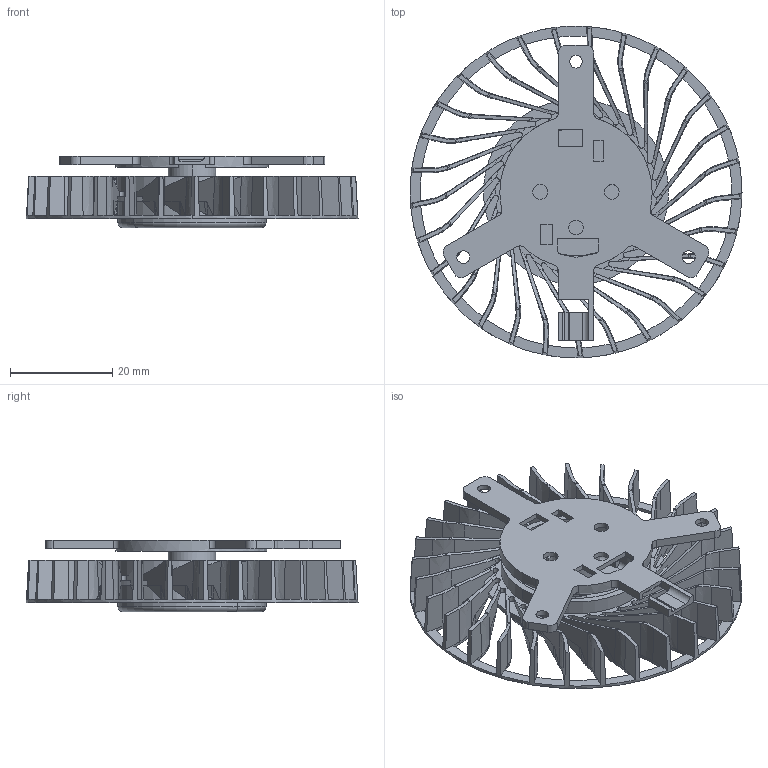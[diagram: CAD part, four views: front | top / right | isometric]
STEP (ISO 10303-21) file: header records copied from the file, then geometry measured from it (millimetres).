
FILE_DESCRIPTION((''),'2;1');
FILE_NAME('7015_ASM','2019-03-08T',('Administrator'),(''),'PRO/ENGINEER BY PARAMETRIC TECHNOLOGY CORPORATION, 2009440','PRO/ENGINEER BY PARAMETRIC TECHNOLOGY CORPORATION, 2009440','');
FILE_SCHEMA(('CONFIG_CONTROL_DESIGN'));
Length unit declared in the file: millimetre
Products named in the file (3): 7015ZHIJIA-2019-3-8; 7015YE-2019-3-08; 7015_ASM
Assembly tree (2 placements, depth 2):
  7015_ASM
    7015ZHIJIA-2019-3-8
    7015YE-2019-3-08
Bounding box: 65 x 65 x 14 mm (x, y, z)
Volume: 6308.1 mm3; surface area: 15521.7 mm2
Topology: 2 solids, 2 shells, 1065 faces, 3397 edges, 2289 vertices
Faces by surface type: plane 461, cone 239, cylinder 151, torus 98, extrusion 87, bspline 29
Entity records: 43616 total; most frequent: CARTESIAN_POINT 15195, ORIENTED_EDGE 6794, DIRECTION 4917, EDGE_CURVE 3397, VERTEX_POINT 2289, AXIS2_PLACEMENT_3D 1783, B_SPLINE_CURVE_WITH_KNOTS 1391, VECTOR 1351
